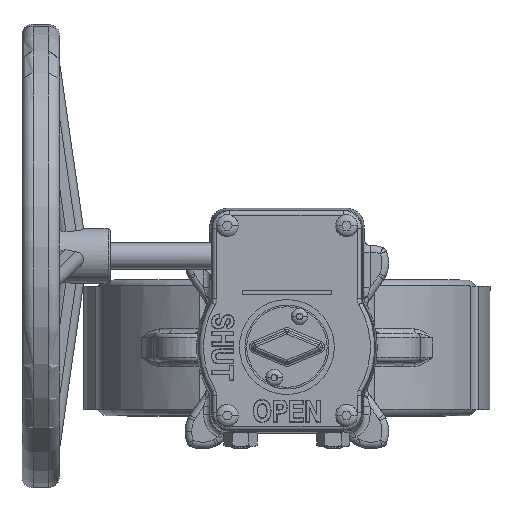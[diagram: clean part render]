
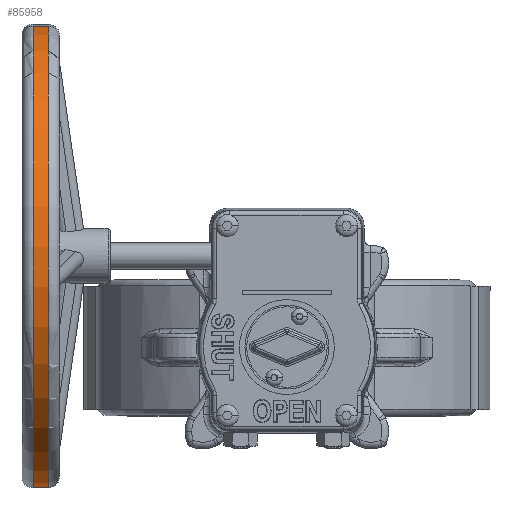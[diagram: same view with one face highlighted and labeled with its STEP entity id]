
A CAD part, top view. The second image highlights one B-rep face of the part: STEP entity #85958.
In plain terms, the highlighted cylindrical face has radius 105 mm (diameter 210 mm), a partial arc.
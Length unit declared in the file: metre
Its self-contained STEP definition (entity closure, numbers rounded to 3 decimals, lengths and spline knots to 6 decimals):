
#3460 = CARTESIAN_POINT ( 'NONE',  ( 0., -0.002, 0. ) ) ;
#6105 = CARTESIAN_POINT ( 'NONE',  ( 0., -0.002, -0.105 ) ) ;
#8215 = EDGE_CURVE ( 'NONE', #103521, #60293, #76740, .T. ) ;
#9918 = LINE ( 'NONE', #18783, #30126 ) ;
#14349 = AXIS2_PLACEMENT_3D ( 'NONE', #15565, #25535, #76668 ) ;
#15565 = CARTESIAN_POINT ( 'NONE',  ( 0., 0.030391, 0. ) ) ;
#18243 = DIRECTION ( 'NONE',  ( 0., 1., 0. ) ) ;
#18446 = DIRECTION ( 'NONE',  ( 0., 0., 1. ) ) ;
#18783 = CARTESIAN_POINT ( 'NONE',  ( 0., 0.030391, 0.105 ) ) ;
#25535 = DIRECTION ( 'NONE',  ( 0., 1., 0. ) ) ;
#26047 = ORIENTED_EDGE ( 'NONE', *, *, #93323, .T. ) ;
#27179 = DIRECTION ( 'NONE',  ( 0., 1., 0. ) ) ;
#30126 = VECTOR ( 'NONE', #18243, 1. ) ;
#34541 = LINE ( 'NONE', #84557, #63040 ) ;
#37725 = CARTESIAN_POINT ( 'NONE',  ( 0., 0.005, 0. ) ) ;
#44959 = AXIS2_PLACEMENT_3D ( 'NONE', #3460, #95638, #18446 ) ;
#45505 = DIRECTION ( 'NONE',  ( 0., 0., 1. ) ) ;
#45641 = EDGE_LOOP ( 'NONE', ( #107115, #26047, #57834, #73201 ) ) ;
#47017 = CARTESIAN_POINT ( 'NONE',  ( 0., 0.005, 0.105 ) ) ;
#49557 = CARTESIAN_POINT ( 'NONE',  ( 0., -0.002, 0.105 ) ) ;
#51247 = VERTEX_POINT ( 'NONE', #49557 ) ;
#57834 = ORIENTED_EDGE ( 'NONE', *, *, #81626, .T. ) ;
#60293 = VERTEX_POINT ( 'NONE', #47017 ) ;
#61012 = VERTEX_POINT ( 'NONE', #6105 ) ;
#63040 = VECTOR ( 'NONE', #93978, 1. ) ;
#67767 = FACE_OUTER_BOUND ( 'NONE', #45641, .T. ) ;
#72522 = CARTESIAN_POINT ( 'NONE',  ( 0., 0.005, -0.105 ) ) ;
#73201 = ORIENTED_EDGE ( 'NONE', *, *, #8215, .F. ) ;
#73718 = EDGE_CURVE ( 'NONE', #61012, #103521, #34541, .T. ) ;
#76668 = DIRECTION ( 'NONE',  ( 0., 0., 1. ) ) ;
#76740 = CIRCLE ( 'NONE', #85597, 0.105 ) ;
#81626 = EDGE_CURVE ( 'NONE', #51247, #60293, #9918, .T. ) ;
#83887 = CYLINDRICAL_SURFACE ( 'NONE', #14349, 0.105 ) ;
#84557 = CARTESIAN_POINT ( 'NONE',  ( 0., 0.030391, -0.105 ) ) ;
#85597 = AXIS2_PLACEMENT_3D ( 'NONE', #37725, #27179, #45505 ) ;
#85958 = ADVANCED_FACE ( 'NONE', ( #67767 ), #83887, .T. ) ;
#93323 = EDGE_CURVE ( 'NONE', #61012, #51247, #108736, .T. ) ;
#93978 = DIRECTION ( 'NONE',  ( 0., 1., 0. ) ) ;
#95638 = DIRECTION ( 'NONE',  ( 0., 1., 0. ) ) ;
#103521 = VERTEX_POINT ( 'NONE', #72522 ) ;
#107115 = ORIENTED_EDGE ( 'NONE', *, *, #73718, .F. ) ;
#108736 = CIRCLE ( 'NONE', #44959, 0.105 ) ;
